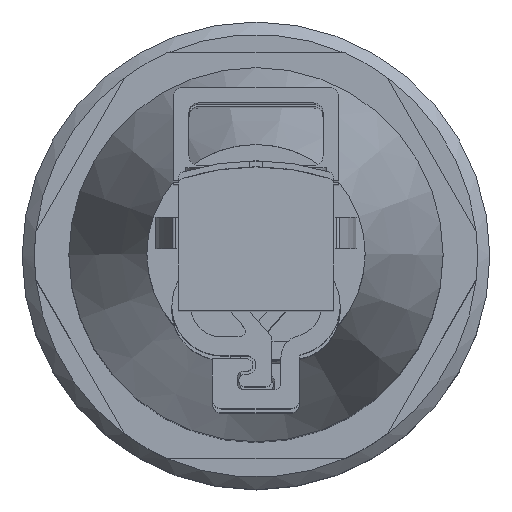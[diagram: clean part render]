
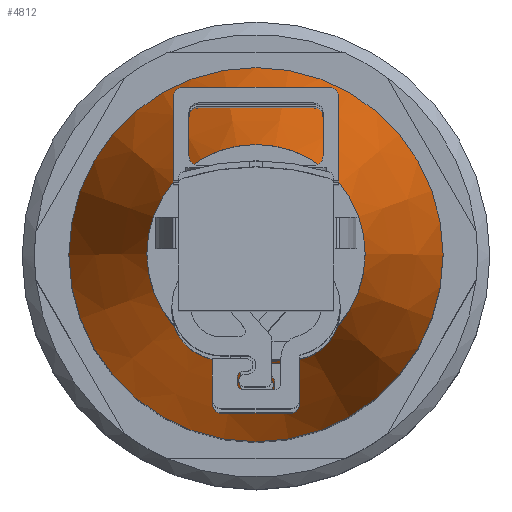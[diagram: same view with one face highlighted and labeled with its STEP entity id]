
A CAD part, top view. The second image highlights one B-rep face of the part: STEP entity #4812.
In plain terms, the highlighted conical face has half-angle 16.39 degrees and reference radius 3.5 mm.
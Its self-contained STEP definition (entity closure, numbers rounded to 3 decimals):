
#44=CONICAL_SURFACE('',#5205,3.5,0.286);
#1003=CIRCLE('',#5204,3.5);
#1004=CIRCLE('',#5206,6.);
#1965=ORIENTED_EDGE('',*,*,#2559,.F.);
#1966=ORIENTED_EDGE('',*,*,#2558,.T.);
#2558=EDGE_CURVE('',#2931,#2931,#1003,.T.);
#2559=EDGE_CURVE('',#2932,#2932,#1004,.T.);
#2931=VERTEX_POINT('',#7434);
#2932=VERTEX_POINT('',#7437);
#3172=EDGE_LOOP('',(#1965));
#3173=EDGE_LOOP('',(#1966));
#3444=FACE_BOUND('',#3172,.T.);
#3445=FACE_BOUND('',#3173,.T.);
#4812=ADVANCED_FACE('',(#3444,#3445),#44,.T.);
#5204=AXIS2_PLACEMENT_3D('',#7433,#6275,#6276);
#5205=AXIS2_PLACEMENT_3D('',#7435,#6277,#6278);
#5206=AXIS2_PLACEMENT_3D('',#7436,#6279,#6280);
#6275=DIRECTION('',(0.,0.,-1.));
#6276=DIRECTION('',(-1.,0.,0.));
#6277=DIRECTION('',(0.,0.,-1.));
#6278=DIRECTION('',(-1.,0.,0.));
#6279=DIRECTION('',(0.,0.,-1.));
#6280=DIRECTION('',(-1.,0.,0.));
#7433=CARTESIAN_POINT('',(0.,0.,45.));
#7434=CARTESIAN_POINT('',(-3.5,0.,45.));
#7435=CARTESIAN_POINT('',(0.,0.,45.));
#7436=CARTESIAN_POINT('',(0.,0.,36.5));
#7437=CARTESIAN_POINT('',(-6.,0.,36.5));
